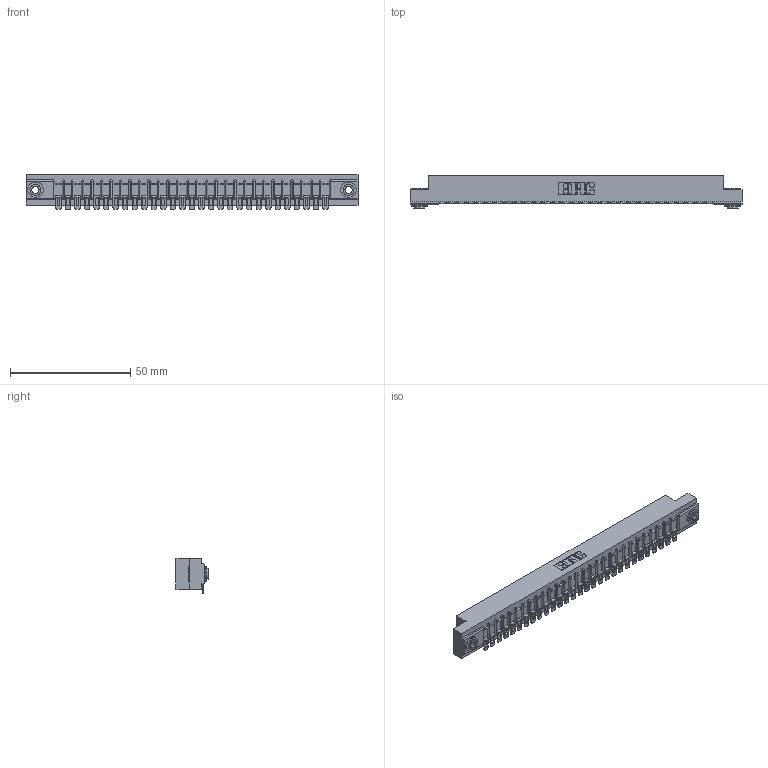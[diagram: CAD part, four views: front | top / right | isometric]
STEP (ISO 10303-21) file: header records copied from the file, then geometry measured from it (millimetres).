
FILE_DESCRIPTION (( 'STEP AP203' ), '1' );
FILE_NAME ('357-029-554-103.STEP', '2019-09-17T02:48:48', ( '' ), ( '' ), 'SwSTEP 2.0', 'SolidWorks 2016', '' );
FILE_SCHEMA (( 'CONFIG_CONTROL_DESIGN' ));
Length unit declared in the file: inch
Products named in the file (4): 307-290-002_554; 357-029-554-103; 345-250-002_345-250-002-102; 307 Part_.156 Dia Mounting Holes
Assembly tree (32 placements, depth 2):
  357-029-554-103
    307 Part_.156 Dia Mounting Holes
    307-290-002_554  x29
    345-250-002_345-250-002-102  x2
Bounding box: 137.92 x 13.36 x 14.52 mm (x, y, z)
Volume: 14674.2 mm3; surface area: 18527.1 mm2
Topology: 32 solids, 32 shells, 2549 faces, 7772 edges, 5096 vertices
Faces by surface type: plane 1428, cylinder 1053, sphere 60, cone 8
Entity records: 28494 total; most frequent: CARTESIAN_POINT 4783, ORIENTED_EDGE 4764, DIRECTION 4674, EDGE_CURVE 2382, VECTOR 1804, LINE 1804, VERTEX_POINT 1544, AXIS2_PLACEMENT_3D 1435
